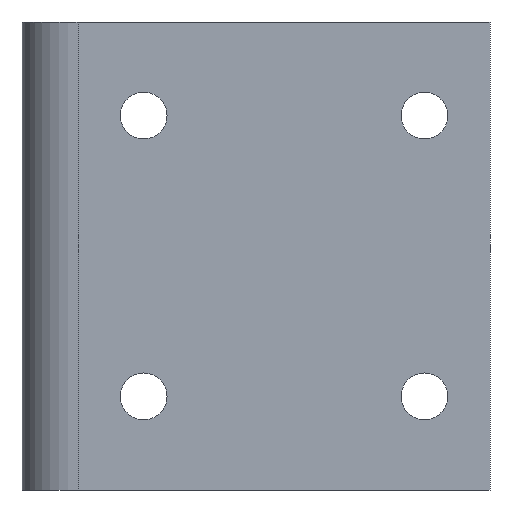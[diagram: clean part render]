
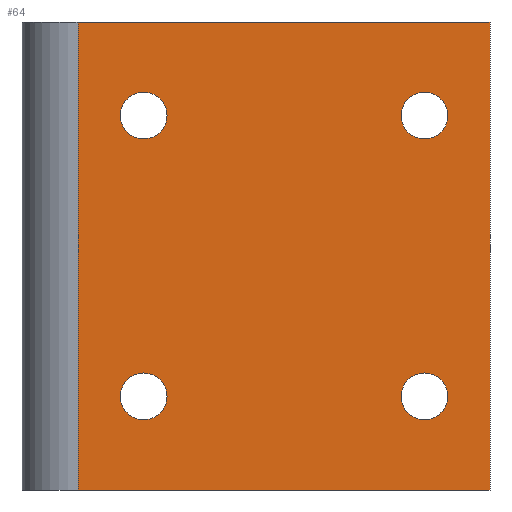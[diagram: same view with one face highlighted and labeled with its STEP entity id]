
A CAD part, front view. The second image highlights one B-rep face of the part: STEP entity #64.
In plain terms, the highlighted planar face has unit normal (0, -1, 0).
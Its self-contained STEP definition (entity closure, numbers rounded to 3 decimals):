
#64 = ADVANCED_FACE( '', ( #142, #143, #144, #145, #146 ), #147, .F. );
#142 = FACE_BOUND( '', #227, .T. );
#143 = FACE_BOUND( '', #228, .T. );
#144 = FACE_BOUND( '', #229, .T. );
#145 = FACE_BOUND( '', #230, .T. );
#146 = FACE_OUTER_BOUND( '', #231, .T. );
#147 = PLANE( '', #232 );
#227 = EDGE_LOOP( '', ( #343 ) );
#228 = EDGE_LOOP( '', ( #344 ) );
#229 = EDGE_LOOP( '', ( #345 ) );
#230 = EDGE_LOOP( '', ( #346 ) );
#231 = EDGE_LOOP( '', ( #347, #348, #349, #350 ) );
#232 = AXIS2_PLACEMENT_3D( '', #351, #352, #353 );
#343 = ORIENTED_EDGE( '', *, *, #412, .T. );
#344 = ORIENTED_EDGE( '', *, *, #453, .T. );
#345 = ORIENTED_EDGE( '', *, *, #436, .T. );
#346 = ORIENTED_EDGE( '', *, *, #439, .T. );
#347 = ORIENTED_EDGE( '', *, *, #454, .T. );
#348 = ORIENTED_EDGE( '', *, *, #446, .F. );
#349 = ORIENTED_EDGE( '', *, *, #455, .F. );
#350 = ORIENTED_EDGE( '', *, *, #449, .T. );
#351 = CARTESIAN_POINT( '', ( 6., 0., 25. ) );
#352 = DIRECTION( '', ( 0., 1., 0. ) );
#353 = DIRECTION( '', ( 0., 0., 1. ) );
#412 = EDGE_CURVE( '', #471, #471, #472, .T. );
#436 = EDGE_CURVE( '', #513, #513, #514, .T. );
#439 = EDGE_CURVE( '', #518, #518, #519, .T. );
#446 = EDGE_CURVE( '', #528, #523, #530, .T. );
#449 = EDGE_CURVE( '', #534, #532, #535, .T. );
#453 = EDGE_CURVE( '', #539, #539, #540, .T. );
#454 = EDGE_CURVE( '', #532, #523, #541, .T. );
#455 = EDGE_CURVE( '', #534, #528, #542, .T. );
#471 = VERTEX_POINT( '', #561 );
#472 = CIRCLE( '', #562, 2.5 );
#513 = VERTEX_POINT( '', #613 );
#514 = CIRCLE( '', #614, 2.5 );
#518 = VERTEX_POINT( '', #618 );
#519 = CIRCLE( '', #619, 2.5 );
#523 = VERTEX_POINT( '', #623 );
#528 = VERTEX_POINT( '', #630 );
#530 = LINE( '', #633, #634 );
#532 = VERTEX_POINT( '', #636 );
#534 = VERTEX_POINT( '', #638 );
#535 = LINE( '', #639, #640 );
#539 = VERTEX_POINT( '', #644 );
#540 = CIRCLE( '', #645, 2.5 );
#541 = LINE( '', #646, #647 );
#542 = LINE( '', #648, #649 );
#561 = CARTESIAN_POINT( '', ( 15.5, 0., -15. ) );
#562 = AXIS2_PLACEMENT_3D( '', #671, #672, #673 );
#613 = CARTESIAN_POINT( '', ( 15.5, 0., 15. ) );
#614 = AXIS2_PLACEMENT_3D( '', #711, #712, #713 );
#618 = CARTESIAN_POINT( '', ( 45.5, 0., 15. ) );
#619 = AXIS2_PLACEMENT_3D( '', #717, #718, #719 );
#623 = CARTESIAN_POINT( '', ( 50., 0., -25. ) );
#630 = CARTESIAN_POINT( '', ( 50., 0., 25. ) );
#633 = CARTESIAN_POINT( '', ( 50., 0., 25. ) );
#634 = VECTOR( '', #723, 1000. );
#636 = CARTESIAN_POINT( '', ( 6., 0., -25. ) );
#638 = CARTESIAN_POINT( '', ( 6., 0., 25. ) );
#639 = CARTESIAN_POINT( '', ( 6., 0., 25. ) );
#640 = VECTOR( '', #727, 1000. );
#644 = CARTESIAN_POINT( '', ( 45.5, 0., -15. ) );
#645 = AXIS2_PLACEMENT_3D( '', #731, #732, #733 );
#646 = CARTESIAN_POINT( '', ( 6., 0., -25. ) );
#647 = VECTOR( '', #734, 1000. );
#648 = CARTESIAN_POINT( '', ( 6., 0., 25. ) );
#649 = VECTOR( '', #735, 1000. );
#671 = CARTESIAN_POINT( '', ( 13., 0., -15. ) );
#672 = DIRECTION( '', ( 0., 1., 0. ) );
#673 = DIRECTION( '', ( 1., 0., 0. ) );
#711 = CARTESIAN_POINT( '', ( 13., 0., 15. ) );
#712 = DIRECTION( '', ( 0., 1., 0. ) );
#713 = DIRECTION( '', ( 1., 0., 0. ) );
#717 = CARTESIAN_POINT( '', ( 43., 0., 15. ) );
#718 = DIRECTION( '', ( 0., 1., 0. ) );
#719 = DIRECTION( '', ( 1., 0., 0. ) );
#723 = DIRECTION( '', ( 0., 0., -1. ) );
#727 = DIRECTION( '', ( 0., 0., -1. ) );
#731 = CARTESIAN_POINT( '', ( 43., 0., -15. ) );
#732 = DIRECTION( '', ( 0., 1., 0. ) );
#733 = DIRECTION( '', ( 1., 0., 0. ) );
#734 = DIRECTION( '', ( 1., 0., 0. ) );
#735 = DIRECTION( '', ( 1., 0., 0. ) );
